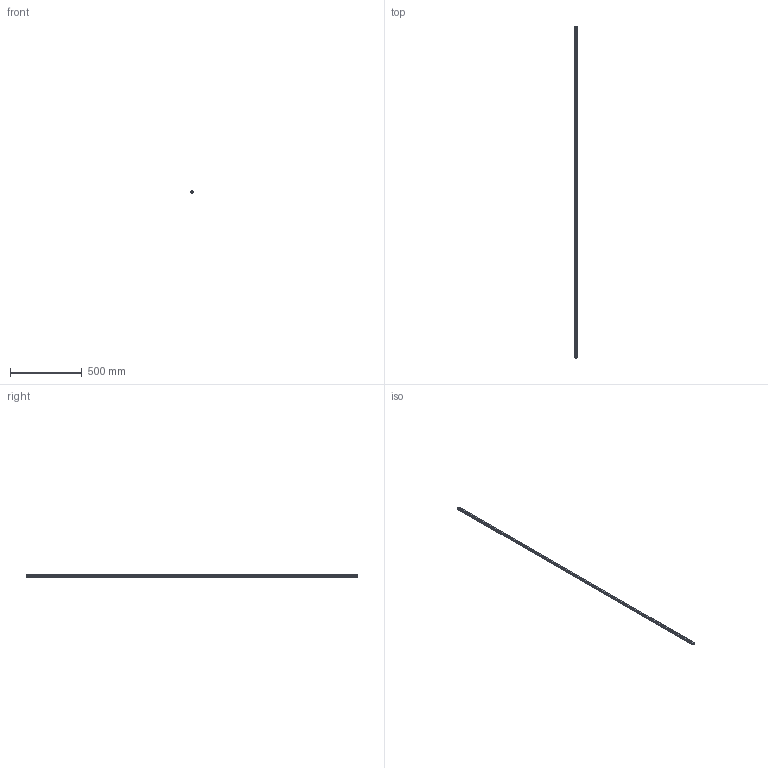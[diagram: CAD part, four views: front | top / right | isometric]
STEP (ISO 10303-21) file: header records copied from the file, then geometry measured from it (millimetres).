
FILE_DESCRIPTION(('STEP AP214'),'1');
FILE_NAME('cctmp_12C09F9D-4E9F-46DF-83C7-26AD859A71C6_2021_01_19_11_23_51_0595..stp','2021-01-19T10:23:51',('HIWIN GmbH'),('CADClick - www.CADClick.com'),'Spatial InterOp 3D',' ','unknown authorization');
FILE_SCHEMA(('AUTOMOTIVE_DESIGN'));
Length unit declared in the file: millimetre
Products named in the file (1): HGR15T2310C_FILE
Bounding box: 15 x 2310 x 15 mm (x, y, z)
Volume: 433551.9 mm3; surface area: 146670.1 mm2
Topology: 1 solids, 1 shells, 271 faces, 717 edges, 413 vertices
Faces by surface type: cylinder 104, plane 89, cone 78
Entity records: 9961 total; most frequent: DIRECTION 1391, CARTESIAN_POINT 1324, ORIENTED_EDGE 1278, EDGE_CURVE 639, AXIS2_PLACEMENT_3D 480, LINE 431, VECTOR 431, VERTEX_POINT 413
